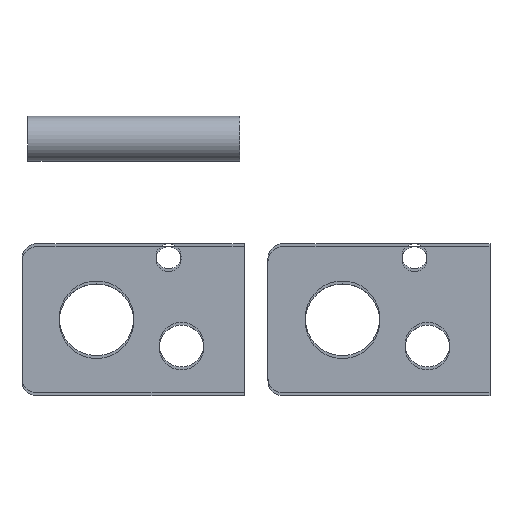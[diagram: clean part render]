
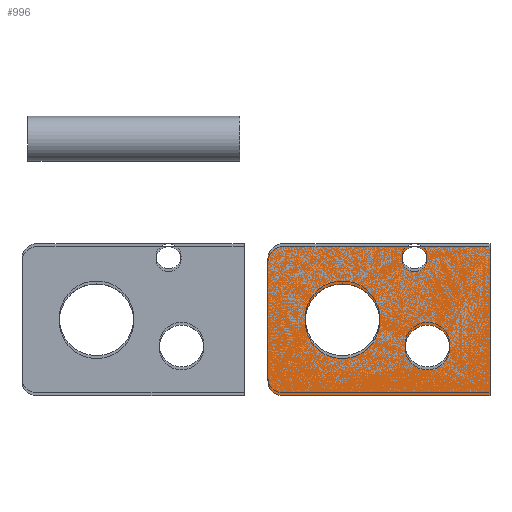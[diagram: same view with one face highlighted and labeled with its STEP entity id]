
A CAD part, top view. The second image highlights one B-rep face of the part: STEP entity #996.
In plain terms, the highlighted planar face has unit normal (0, 0, 1).
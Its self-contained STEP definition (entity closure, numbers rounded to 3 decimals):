
#27=FACE_BOUND('',#162,.T.);
#28=FACE_BOUND('',#163,.T.);
#55=PLANE('',#1097);
#100=FACE_OUTER_BOUND('',#161,.T.);
#161=EDGE_LOOP('',(#788,#789,#790,#791,#792,#793,#794,#795,#796));
#162=EDGE_LOOP('',(#797));
#163=EDGE_LOOP('',(#798));
#215=CIRCLE('',#1075,8.373);
#217=CIRCLE('',#1078,15.);
#219=CIRCLE('',#1081,25.);
#222=CIRCLE('',#1086,8.373);
#224=CIRCLE('',#1092,10.);
#226=CIRCLE('',#1096,10.);
#285=LINE('',#1569,#376);
#288=LINE('',#1578,#379);
#291=LINE('',#1584,#382);
#294=LINE('',#1590,#385);
#298=LINE('',#1602,#389);
#376=VECTOR('',#1269,10.);
#379=VECTOR('',#1280,10.);
#382=VECTOR('',#1285,10.);
#385=VECTOR('',#1290,10.);
#389=VECTOR('',#1302,10.);
#459=VERTEX_POINT('',#1544);
#461=VERTEX_POINT('',#1547);
#463=VERTEX_POINT('',#1553);
#465=VERTEX_POINT('',#1559);
#468=VERTEX_POINT('',#1567);
#470=VERTEX_POINT('',#1577);
#472=VERTEX_POINT('',#1583);
#474=VERTEX_POINT('',#1589);
#476=VERTEX_POINT('',#1595);
#478=VERTEX_POINT('',#1601);
#562=EDGE_CURVE('',#461,#459,#215,.T.);
#565=EDGE_CURVE('',#463,#463,#217,.T.);
#568=EDGE_CURVE('',#465,#465,#219,.T.);
#573=EDGE_CURVE('',#461,#468,#285,.T.);
#576=EDGE_CURVE('',#459,#461,#222,.T.);
#578=EDGE_CURVE('',#470,#461,#288,.T.);
#581=EDGE_CURVE('',#472,#470,#291,.T.);
#584=EDGE_CURVE('',#474,#472,#294,.T.);
#587=EDGE_CURVE('',#476,#474,#224,.T.);
#590=EDGE_CURVE('',#478,#476,#298,.T.);
#593=EDGE_CURVE('',#468,#478,#226,.T.);
#788=ORIENTED_EDGE('',*,*,#593,.T.);
#789=ORIENTED_EDGE('',*,*,#590,.T.);
#790=ORIENTED_EDGE('',*,*,#587,.T.);
#791=ORIENTED_EDGE('',*,*,#584,.T.);
#792=ORIENTED_EDGE('',*,*,#581,.T.);
#793=ORIENTED_EDGE('',*,*,#578,.T.);
#794=ORIENTED_EDGE('',*,*,#562,.T.);
#795=ORIENTED_EDGE('',*,*,#576,.T.);
#796=ORIENTED_EDGE('',*,*,#573,.T.);
#797=ORIENTED_EDGE('',*,*,#565,.T.);
#798=ORIENTED_EDGE('',*,*,#568,.T.);
#996=ADVANCED_FACE('',(#100,#27,#28),#55,.T.);
#1075=AXIS2_PLACEMENT_3D('',#1548,#1246,#1247);
#1078=AXIS2_PLACEMENT_3D('',#1554,#1253,#1254);
#1081=AXIS2_PLACEMENT_3D('',#1560,#1260,#1261);
#1086=AXIS2_PLACEMENT_3D('',#1573,#1275,#1276);
#1092=AXIS2_PLACEMENT_3D('',#1596,#1296,#1297);
#1096=AXIS2_PLACEMENT_3D('',#1606,#1308,#1309);
#1097=AXIS2_PLACEMENT_3D('',#1607,#1310,#1311);
#1246=DIRECTION('center_axis',(0.,0.,-1.));
#1247=DIRECTION('ref_axis',(1.,0.,0.));
#1253=DIRECTION('center_axis',(0.,0.,-1.));
#1254=DIRECTION('ref_axis',(1.,0.,0.));
#1260=DIRECTION('center_axis',(0.,0.,-1.));
#1261=DIRECTION('ref_axis',(1.,0.,0.));
#1269=DIRECTION('',(-1.,0.,0.));
#1275=DIRECTION('center_axis',(0.,0.,-1.));
#1276=DIRECTION('ref_axis',(1.,0.,0.));
#1280=DIRECTION('',(-1.,0.,0.));
#1285=DIRECTION('',(0.,1.,0.));
#1290=DIRECTION('',(1.,0.,0.));
#1296=DIRECTION('center_axis',(0.,0.,1.));
#1297=DIRECTION('ref_axis',(-1.,0.,0.));
#1302=DIRECTION('',(0.,-1.,0.));
#1308=DIRECTION('center_axis',(0.,0.,1.));
#1309=DIRECTION('ref_axis',(0.,1.,0.));
#1310=DIRECTION('center_axis',(0.,0.,1.));
#1311=DIRECTION('ref_axis',(1.,0.,0.));
#1544=CARTESIAN_POINT('',(194.983,41.627,20.));
#1547=CARTESIAN_POINT('',(203.357,50.,20.));
#1548=CARTESIAN_POINT('Origin',(203.357,41.627,20.));
#1553=CARTESIAN_POINT('',(197.035,-17.684,20.));
#1554=CARTESIAN_POINT('Origin',(212.035,-17.684,20.));
#1559=CARTESIAN_POINT('',(130.,0.,20.));
#1560=CARTESIAN_POINT('Origin',(155.,0.,20.));
#1567=CARTESIAN_POINT('',(115.,50.,20.));
#1569=CARTESIAN_POINT('',(115.,50.,20.));
#1573=CARTESIAN_POINT('Origin',(203.357,41.627,20.));
#1577=CARTESIAN_POINT('',(254.,50.,20.));
#1578=CARTESIAN_POINT('',(115.,50.,20.));
#1583=CARTESIAN_POINT('',(254.,-50.,20.));
#1584=CARTESIAN_POINT('',(254.,50.,20.));
#1589=CARTESIAN_POINT('',(115.,-50.,20.));
#1590=CARTESIAN_POINT('',(254.,-50.,20.));
#1595=CARTESIAN_POINT('',(105.,-40.,20.));
#1596=CARTESIAN_POINT('Origin',(115.,-40.,20.));
#1601=CARTESIAN_POINT('',(105.,40.,20.));
#1602=CARTESIAN_POINT('',(105.,-40.,20.));
#1606=CARTESIAN_POINT('Origin',(115.,40.,20.));
#1607=CARTESIAN_POINT('Origin',(179.5,0.,20.));
